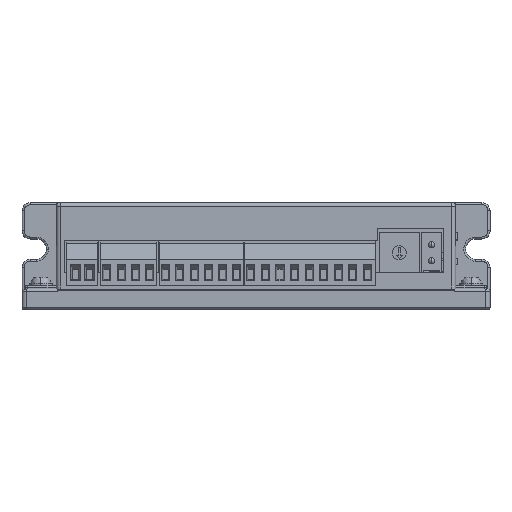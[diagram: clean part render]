
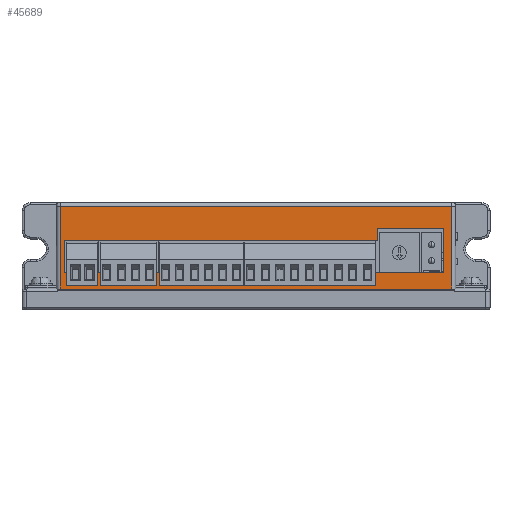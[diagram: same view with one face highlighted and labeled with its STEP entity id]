
A CAD part, top view. The second image highlights one B-rep face of the part: STEP entity #45689.
In plain terms, the highlighted planar face has unit normal (0, 0, 1).
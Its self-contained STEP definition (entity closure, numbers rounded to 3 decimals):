
#254 = PLANE ( 'NONE',  #12370 ) ;
#421 = VECTOR ( 'NONE', #44456, 1000. ) ;
#767 = CARTESIAN_POINT ( 'NONE',  ( -58., 5., 69.1 ) ) ;
#1201 = VECTOR ( 'NONE', #9833, 1000. ) ;
#1652 = CARTESIAN_POINT ( 'NONE',  ( 0., 16.99, 69.1 ) ) ;
#1672 = ORIENTED_EDGE ( 'NONE', *, *, #29184, .F. ) ;
#2279 = EDGE_CURVE ( 'NONE', #5907, #49896, #17885, .T. ) ;
#2489 = VECTOR ( 'NONE', #2891, 1000. ) ;
#2711 = CARTESIAN_POINT ( 'NONE',  ( -47.5, 16.99, 69.1 ) ) ;
#2842 = VERTEX_POINT ( 'NONE', #2711 ) ;
#2891 = DIRECTION ( 'NONE',  ( 1., 0., 0. ) ) ;
#3220 = CARTESIAN_POINT ( 'NONE',  ( 48.5, 25.49, 69.1 ) ) ;
#3540 = VERTEX_POINT ( 'NONE', #37703 ) ;
#4076 = CARTESIAN_POINT ( 'NONE',  ( 48.5, 0., 69.1 ) ) ;
#4102 = FACE_OUTER_BOUND ( 'NONE', #12335, .T. ) ;
#4453 = CARTESIAN_POINT ( 'NONE',  ( 30., 16.99, 69.1 ) ) ;
#4611 = CARTESIAN_POINT ( 'NONE',  ( 0., 0., 69.1 ) ) ;
#4825 = EDGE_CURVE ( 'NONE', #25843, #20951, #39029, .T. ) ;
#5470 = ORIENTED_EDGE ( 'NONE', *, *, #17332, .F. ) ;
#5907 = VERTEX_POINT ( 'NONE', #44925 ) ;
#5992 = CARTESIAN_POINT ( 'NONE',  ( -47.5, 0., 69.1 ) ) ;
#7841 = VECTOR ( 'NONE', #16277, 1000. ) ;
#9166 = LINE ( 'NONE', #16105, #18607 ) ;
#9339 = CARTESIAN_POINT ( 'NONE',  ( -48.5, 0., 69.1 ) ) ;
#9416 = LINE ( 'NONE', #43831, #32057 ) ;
#9443 = CARTESIAN_POINT ( 'NONE',  ( -48.5, 25.49, 69.1 ) ) ;
#9833 = DIRECTION ( 'NONE',  ( 0., -1., 0. ) ) ;
#11832 = DIRECTION ( 'NONE',  ( 0., 0., -1. ) ) ;
#12327 = FACE_BOUND ( 'NONE', #31413, .T. ) ;
#12335 = EDGE_LOOP ( 'NONE', ( #19615, #29285, #5470, #1672 ) ) ;
#12370 = AXIS2_PLACEMENT_3D ( 'NONE', #4611, #11832, #50592 ) ;
#13015 = DIRECTION ( 'NONE',  ( -1., 0., 0. ) ) ;
#13102 = CARTESIAN_POINT ( 'NONE',  ( 48.5, 5., 69.1 ) ) ;
#16105 = CARTESIAN_POINT ( 'NONE',  ( 0., 8.99, 69.1 ) ) ;
#16277 = DIRECTION ( 'NONE',  ( 0., 1., 0. ) ) ;
#17332 = EDGE_CURVE ( 'NONE', #33722, #32795, #29867, .T. ) ;
#17557 = VERTEX_POINT ( 'NONE', #13102 ) ;
#17885 = LINE ( 'NONE', #28936, #45682 ) ;
#17959 = ORIENTED_EDGE ( 'NONE', *, *, #2279, .F. ) ;
#18607 = VECTOR ( 'NONE', #24077, 1000. ) ;
#19615 = ORIENTED_EDGE ( 'NONE', *, *, #28352, .F. ) ;
#20279 = DIRECTION ( 'NONE',  ( 0., -1., 0. ) ) ;
#20951 = VERTEX_POINT ( 'NONE', #4453 ) ;
#22025 = DIRECTION ( 'NONE',  ( 0., 1., 0. ) ) ;
#24077 = DIRECTION ( 'NONE',  ( 1., 0., 0. ) ) ;
#24496 = CARTESIAN_POINT ( 'NONE',  ( -48.5, 5., 69.1 ) ) ;
#24701 = VECTOR ( 'NONE', #25300, 1000. ) ;
#25300 = DIRECTION ( 'NONE',  ( -1., 0., 0. ) ) ;
#25843 = VERTEX_POINT ( 'NONE', #33107 ) ;
#25913 = CARTESIAN_POINT ( 'NONE',  ( 46.5, 19.99, 69.1 ) ) ;
#28053 = EDGE_CURVE ( 'NONE', #2842, #3540, #37823, .T. ) ;
#28352 = EDGE_CURVE ( 'NONE', #17557, #31601, #47516, .T. ) ;
#28936 = CARTESIAN_POINT ( 'NONE',  ( 46.5, 0., 69.1 ) ) ;
#29184 = EDGE_CURVE ( 'NONE', #31601, #33722, #44781, .T. ) ;
#29285 = ORIENTED_EDGE ( 'NONE', *, *, #50834, .F. ) ;
#29867 = LINE ( 'NONE', #50112, #2489 ) ;
#31049 = CARTESIAN_POINT ( 'NONE',  ( 30., 0., 69.1 ) ) ;
#31357 = EDGE_CURVE ( 'NONE', #3540, #5907, #9166, .T. ) ;
#31413 = EDGE_LOOP ( 'NONE', ( #44330, #44293, #39832, #40838, #36751, #17959 ) ) ;
#31601 = VERTEX_POINT ( 'NONE', #24496 ) ;
#32057 = VECTOR ( 'NONE', #13015, 1000. ) ;
#32795 = VERTEX_POINT ( 'NONE', #3220 ) ;
#33107 = CARTESIAN_POINT ( 'NONE',  ( 30., 19.99, 69.1 ) ) ;
#33238 = LINE ( 'NONE', #1652, #24701 ) ;
#33722 = VERTEX_POINT ( 'NONE', #9443 ) ;
#34918 = LINE ( 'NONE', #4076, #38894 ) ;
#36751 = ORIENTED_EDGE ( 'NONE', *, *, #47277, .F. ) ;
#37703 = CARTESIAN_POINT ( 'NONE',  ( -47.5, 8.99, 69.1 ) ) ;
#37823 = LINE ( 'NONE', #5992, #1201 ) ;
#38894 = VECTOR ( 'NONE', #47230, 1000. ) ;
#39029 = LINE ( 'NONE', #31049, #49591 ) ;
#39832 = ORIENTED_EDGE ( 'NONE', *, *, #45447, .F. ) ;
#40838 = ORIENTED_EDGE ( 'NONE', *, *, #4825, .F. ) ;
#43831 = CARTESIAN_POINT ( 'NONE',  ( 0., 19.99, 69.1 ) ) ;
#44293 = ORIENTED_EDGE ( 'NONE', *, *, #28053, .F. ) ;
#44330 = ORIENTED_EDGE ( 'NONE', *, *, #31357, .F. ) ;
#44456 = DIRECTION ( 'NONE',  ( -1., 0., 0. ) ) ;
#44781 = LINE ( 'NONE', #9339, #7841 ) ;
#44925 = CARTESIAN_POINT ( 'NONE',  ( 46.5, 8.99, 69.1 ) ) ;
#45447 = EDGE_CURVE ( 'NONE', #20951, #2842, #33238, .T. ) ;
#45682 = VECTOR ( 'NONE', #22025, 1000. ) ;
#45689 = ADVANCED_FACE ( 'NONE', ( #12327, #4102 ), #254, .F. ) ;
#47230 = DIRECTION ( 'NONE',  ( 0., -1., 0. ) ) ;
#47277 = EDGE_CURVE ( 'NONE', #49896, #25843, #9416, .T. ) ;
#47516 = LINE ( 'NONE', #767, #421 ) ;
#49591 = VECTOR ( 'NONE', #20279, 1000. ) ;
#49896 = VERTEX_POINT ( 'NONE', #25913 ) ;
#50112 = CARTESIAN_POINT ( 'NONE',  ( 0., 25.49, 69.1 ) ) ;
#50592 = DIRECTION ( 'NONE',  ( -1., 0., 0. ) ) ;
#50834 = EDGE_CURVE ( 'NONE', #32795, #17557, #34918, .T. ) ;
